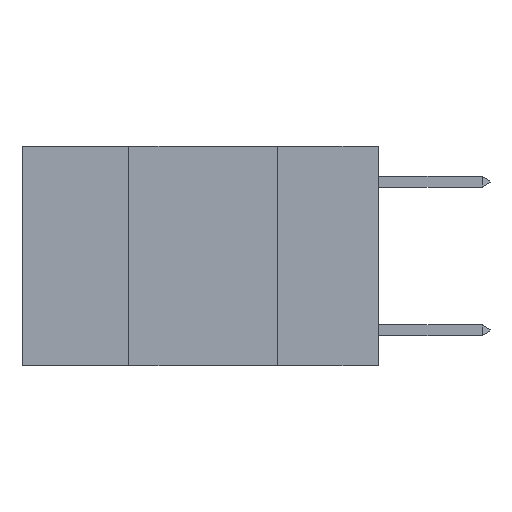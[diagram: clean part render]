
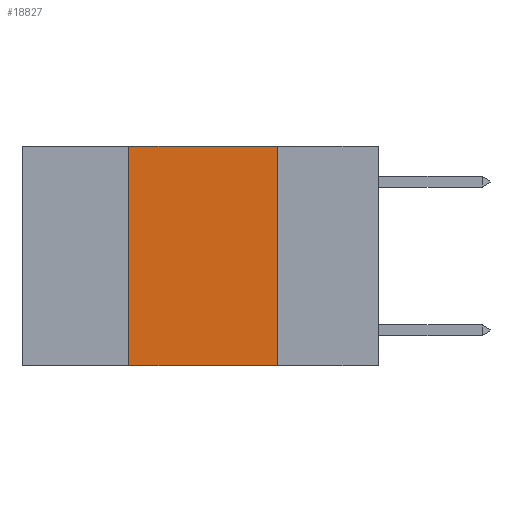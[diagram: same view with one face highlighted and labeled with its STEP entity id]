
A CAD part, left-side view. The second image highlights one B-rep face of the part: STEP entity #18827.
In plain terms, the highlighted planar face has unit normal (-1, 0, 0).
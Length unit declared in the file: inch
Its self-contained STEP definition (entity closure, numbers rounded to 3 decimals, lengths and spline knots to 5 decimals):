
#69 = DIRECTION ( 'NONE',  ( 0., 0., 1. ) ) ;
#80 = CARTESIAN_POINT ( 'NONE',  ( 0., 0.6, 0. ) ) ;
#228 = FACE_OUTER_BOUND ( 'NONE', #8228, .T. ) ;
#335 = CARTESIAN_POINT ( 'NONE',  ( 0., 0.17, 0. ) ) ;
#733 = EDGE_CURVE ( 'NONE', #20723, #2010, #24717, .T. ) ;
#1279 = ORIENTED_EDGE ( 'NONE', *, *, #9766, .F. ) ;
#2010 = VERTEX_POINT ( 'NONE', #3527 ) ;
#2958 = ORIENTED_EDGE ( 'NONE', *, *, #733, .F. ) ;
#2985 = DIRECTION ( 'NONE',  ( 0., 0., -1. ) ) ;
#3099 = LINE ( 'NONE', #5676, #5418 ) ;
#3527 = CARTESIAN_POINT ( 'NONE',  ( 0., 0.17, -0.37 ) ) ;
#5418 = VECTOR ( 'NONE', #5526, 39.37008 ) ;
#5526 = DIRECTION ( 'NONE',  ( 0., -1., 0. ) ) ;
#5676 = CARTESIAN_POINT ( 'NONE',  ( 0., 0.6, -0.37 ) ) ;
#6511 = LINE ( 'NONE', #15089, #24006 ) ;
#7026 = VECTOR ( 'NONE', #27972, 39.37008 ) ;
#8228 = EDGE_LOOP ( 'NONE', ( #2958, #11124, #1279, #16873 ) ) ;
#8531 = DIRECTION ( 'NONE',  ( 1., 0., 0. ) ) ;
#9766 = EDGE_CURVE ( 'NONE', #19262, #9908, #6511, .T. ) ;
#9908 = VERTEX_POINT ( 'NONE', #26661 ) ;
#10121 = CARTESIAN_POINT ( 'NONE',  ( 0., 0.6, 0. ) ) ;
#10407 = LINE ( 'NONE', #10121, #7026 ) ;
#11124 = ORIENTED_EDGE ( 'NONE', *, *, #27687, .F. ) ;
#12367 = AXIS2_PLACEMENT_3D ( 'NONE', #80, #8531, #27955 ) ;
#13226 = CARTESIAN_POINT ( 'NONE',  ( 0., 0.42, -0.37 ) ) ;
#13868 = CARTESIAN_POINT ( 'NONE',  ( 0., 0.17, 0. ) ) ;
#15089 = CARTESIAN_POINT ( 'NONE',  ( 0., 0.42, 0. ) ) ;
#16873 = ORIENTED_EDGE ( 'NONE', *, *, #20477, .T. ) ;
#18827 = ADVANCED_FACE ( 'NONE', ( #228 ), #21807, .F. ) ;
#19262 = VERTEX_POINT ( 'NONE', #13226 ) ;
#20477 = EDGE_CURVE ( 'NONE', #19262, #2010, #3099, .T. ) ;
#20723 = VERTEX_POINT ( 'NONE', #335 ) ;
#21807 = PLANE ( 'NONE',  #12367 ) ;
#24006 = VECTOR ( 'NONE', #69, 39.37008 ) ;
#24717 = LINE ( 'NONE', #13868, #26116 ) ;
#26116 = VECTOR ( 'NONE', #2985, 39.37008 ) ;
#26661 = CARTESIAN_POINT ( 'NONE',  ( 0., 0.42, 0. ) ) ;
#27687 = EDGE_CURVE ( 'NONE', #9908, #20723, #10407, .T. ) ;
#27955 = DIRECTION ( 'NONE',  ( 0., 0., -1. ) ) ;
#27972 = DIRECTION ( 'NONE',  ( 0., -1., 0. ) ) ;
